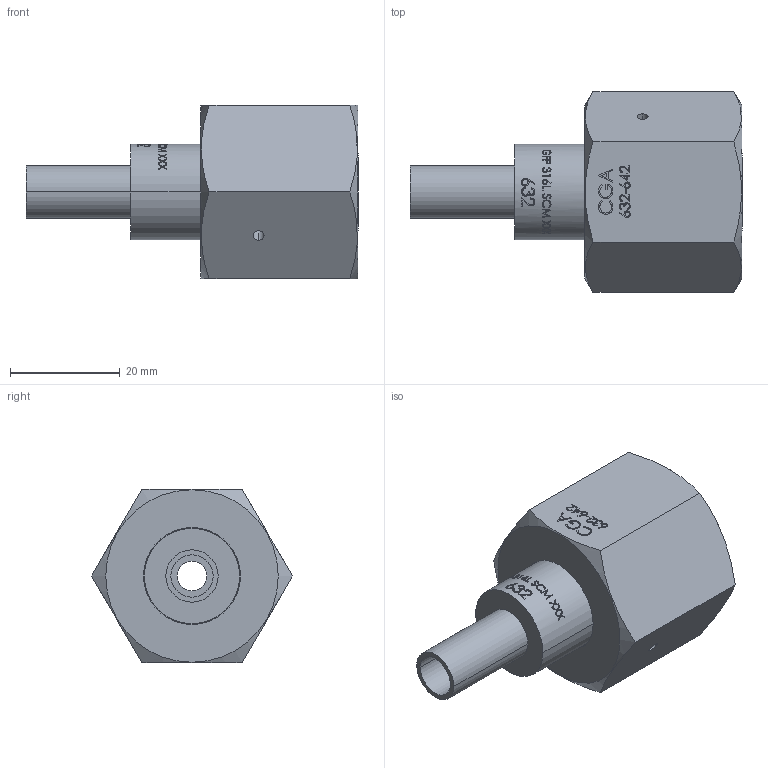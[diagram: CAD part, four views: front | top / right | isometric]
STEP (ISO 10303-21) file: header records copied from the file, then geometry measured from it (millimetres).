
FILE_DESCRIPTION (( 'STEP AP203' ), '1' );
FILE_NAME ('INL-632SS-6TS-N.STEP', '2025-01-15T18:29:09', ( '' ), ( '' ), 'SwSTEP 2.0', 'SolidWorks 2018', '' );
FILE_SCHEMA (( 'CONFIG_CONTROL_DESIGN' ));
Length unit declared in the file: inch
Products named in the file (6): PRT-000988; ASY-000751; PRT-002742; PRT-000400; INL-632SS-6TS-N; PRT-001176
Assembly tree (5 placements, depth 3):
  INL-632SS-6TS-N
    PRT-000400
    PRT-000988
    ASY-000751
      PRT-001176
      PRT-002742
Bounding box: 60.64 x 36.66 x 31.75 mm (x, y, z)
Volume: 22066.7 mm3; surface area: 13001 mm2
Topology: 4 solids, 4 shells, 495 faces, 1453 edges, 1013 vertices
Faces by surface type: bspline 205, plane 160, cylinder 76, cone 28, torus 26
Entity records: 34565 total; most frequent: CARTESIAN_POINT 22591, ORIENTED_EDGE 2906, DIRECTION 1485, EDGE_CURVE 1453, VERTEX_POINT 1013, B_SPLINE_CURVE_WITH_KNOTS 812, EDGE_LOOP 552, AXIS2_PLACEMENT_3D 545
